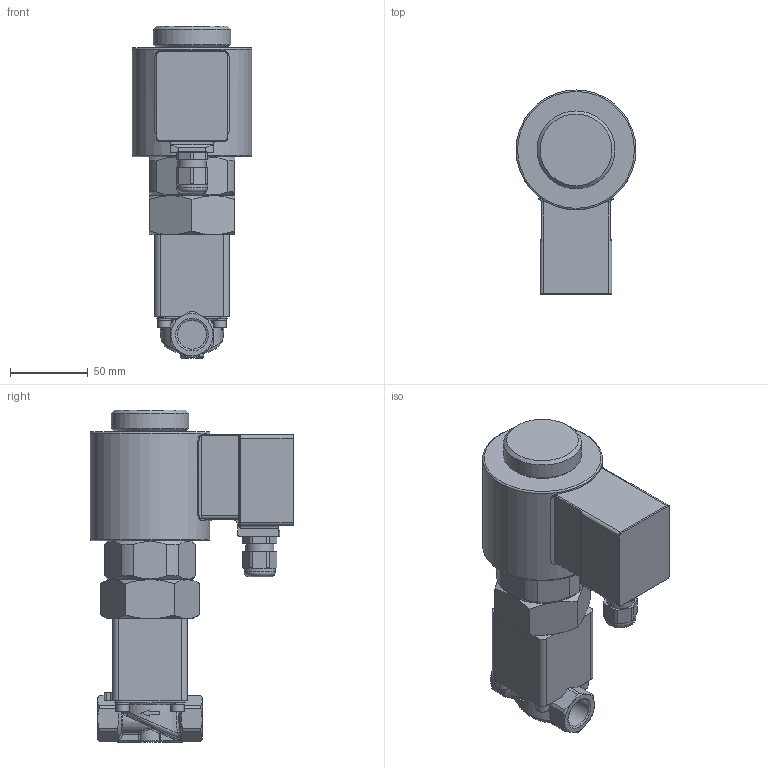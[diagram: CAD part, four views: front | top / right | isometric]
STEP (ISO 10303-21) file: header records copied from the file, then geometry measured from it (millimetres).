
FILE_DESCRIPTION(/* description */ ('3D Modell'),/* implementation_level */ '2;1');
FILE_NAME(/* name */ '049.003131.stp',/* time_stamp */ '2021-05-18T12:03:15+02:00',/* author */ ('EFast'),/* organization */ (''),/* preprocessor_version */ 'ST-DEVELOPER v16.1',/* originating_system */ 'Autodesk Inventor 2016',/* authorisation */ '');
FILE_SCHEMA (('AUTOMOTIVE_DESIGN { 1 0 10303 214 3 1 1 }'));
Length unit declared in the file: millimetre
Products named in the file (1): 88-005108
Bounding box: 77 x 131 x 213.2 mm (x, y, z)
Volume: 797322.6 mm3; surface area: 71557.8 mm2
Topology: 1 solids, 1 shells, 393 faces, 984 edges, 604 vertices
Faces by surface type: plane 148, cylinder 118, cone 46, bspline 46, torus 29, sphere 6
Full cylindrical faces by diameter (mm): 5 x4, 8.5 x4, 9 x4, 18 x1, 18.631 x2, 20 x1, 50 x1, 77 x1
Entity records: 13145 total; most frequent: CARTESIAN_POINT 4385, ORIENTED_EDGE 1862, DIRECTION 1767, EDGE_CURVE 931, AXIS2_PLACEMENT_3D 708, VERTEX_POINT 590, EDGE_LOOP 451, FACE_OUTER_BOUND 393
